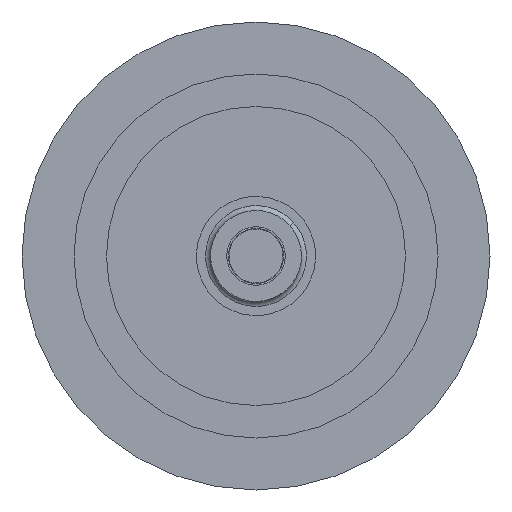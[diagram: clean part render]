
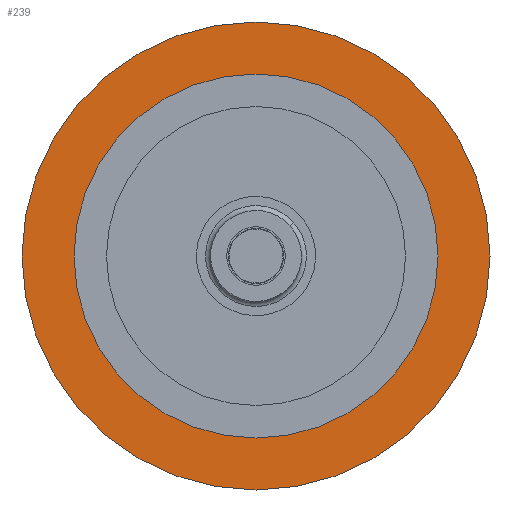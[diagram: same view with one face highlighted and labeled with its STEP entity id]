
A CAD part, front view. The second image highlights one B-rep face of the part: STEP entity #239.
In plain terms, the highlighted planar face has unit normal (0, -1, 0).
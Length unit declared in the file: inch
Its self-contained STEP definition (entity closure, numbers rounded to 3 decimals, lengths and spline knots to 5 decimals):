
#4 = AXIS2_PLACEMENT_3D ( 'NONE', #519, #603, #616 ) ;
#91 = EDGE_CURVE ( 'NONE', #1018, #885, #1604, .T. ) ;
#239 = ADVANCED_FACE ( 'NONE', ( #1860, #1900 ), #600, .T. ) ;
#322 = DIRECTION ( 'NONE',  ( 0., 0., -1. ) ) ;
#519 = CARTESIAN_POINT ( 'NONE',  ( 0., 0., -0.84 ) ) ;
#537 = CARTESIAN_POINT ( 'NONE',  ( 0., 0., -1.08 ) ) ;
#551 = CARTESIAN_POINT ( 'NONE',  ( 0., 0., 0.84 ) ) ;
#600 = PLANE ( 'NONE',  #4 ) ;
#603 = DIRECTION ( 'NONE',  ( 0., -1., 0. ) ) ;
#612 = CARTESIAN_POINT ( 'NONE',  ( 0., 0., 1.08 ) ) ;
#616 = DIRECTION ( 'NONE',  ( 0., 0., -1. ) ) ;
#644 = CARTESIAN_POINT ( 'NONE',  ( 0., 0., -0.84 ) ) ;
#783 = CARTESIAN_POINT ( 'NONE',  ( 0., 0., 0. ) ) ;
#793 = DIRECTION ( 'NONE',  ( 0., -1., 0. ) ) ;
#857 = ORIENTED_EDGE ( 'NONE', *, *, #1389, .T. ) ;
#885 = VERTEX_POINT ( 'NONE', #644 ) ;
#947 = VERTEX_POINT ( 'NONE', #612 ) ;
#955 = EDGE_LOOP ( 'NONE', ( #1072, #1134 ) ) ;
#1018 = VERTEX_POINT ( 'NONE', #551 ) ;
#1023 = ORIENTED_EDGE ( 'NONE', *, *, #1403, .T. ) ;
#1036 = EDGE_LOOP ( 'NONE', ( #1023, #857 ) ) ;
#1072 = ORIENTED_EDGE ( 'NONE', *, *, #1424, .F. ) ;
#1088 = VERTEX_POINT ( 'NONE', #537 ) ;
#1134 = ORIENTED_EDGE ( 'NONE', *, *, #91, .F. ) ;
#1152 = AXIS2_PLACEMENT_3D ( 'NONE', #2157, #2141, #2170 ) ;
#1154 = AXIS2_PLACEMENT_3D ( 'NONE', #2149, #2185, #2193 ) ;
#1251 = CIRCLE ( 'NONE', #1152, 0.84 ) ;
#1310 = CIRCLE ( 'NONE', #1376, 1.08 ) ;
#1312 = CIRCLE ( 'NONE', #1154, 1.08 ) ;
#1376 = AXIS2_PLACEMENT_3D ( 'NONE', #2209, #2205, #2122 ) ;
#1389 = EDGE_CURVE ( 'NONE', #947, #1088, #1310, .T. ) ;
#1399 = AXIS2_PLACEMENT_3D ( 'NONE', #783, #793, #322 ) ;
#1403 = EDGE_CURVE ( 'NONE', #1088, #947, #1312, .T. ) ;
#1424 = EDGE_CURVE ( 'NONE', #885, #1018, #1251, .T. ) ;
#1604 = CIRCLE ( 'NONE', #1399, 0.84 ) ;
#1860 = FACE_OUTER_BOUND ( 'NONE', #1036, .T. ) ;
#1900 = FACE_BOUND ( 'NONE', #955, .T. ) ;
#2122 = DIRECTION ( 'NONE',  ( 0., 0., -1. ) ) ;
#2141 = DIRECTION ( 'NONE',  ( 0., -1., 0. ) ) ;
#2149 = CARTESIAN_POINT ( 'NONE',  ( 0., 0., 0. ) ) ;
#2157 = CARTESIAN_POINT ( 'NONE',  ( 0., 0., 0. ) ) ;
#2170 = DIRECTION ( 'NONE',  ( 0., 0., -1. ) ) ;
#2185 = DIRECTION ( 'NONE',  ( 0., -1., 0. ) ) ;
#2193 = DIRECTION ( 'NONE',  ( 0., 0., -1. ) ) ;
#2205 = DIRECTION ( 'NONE',  ( 0., -1., 0. ) ) ;
#2209 = CARTESIAN_POINT ( 'NONE',  ( 0., 0., 0. ) ) ;
